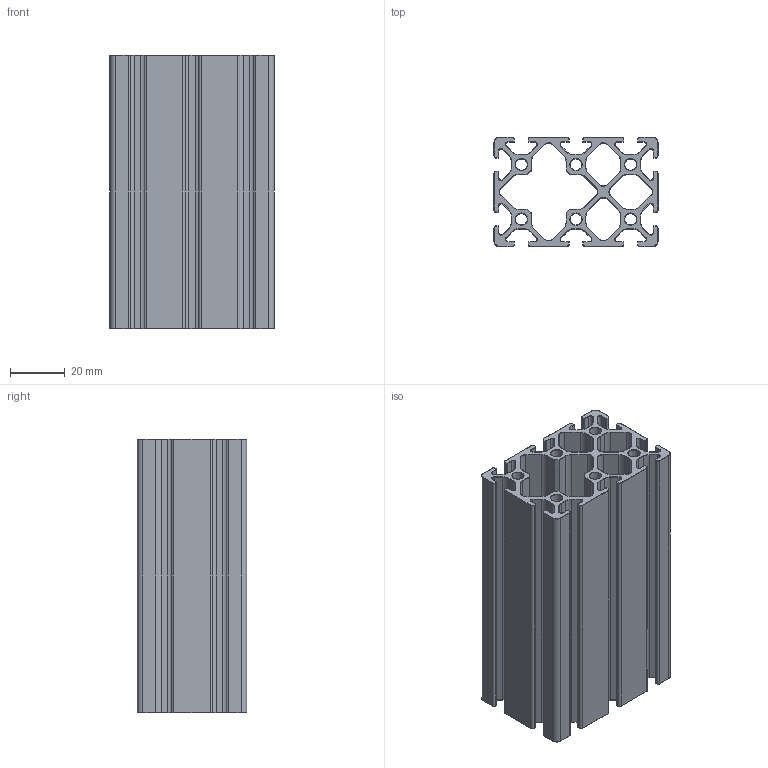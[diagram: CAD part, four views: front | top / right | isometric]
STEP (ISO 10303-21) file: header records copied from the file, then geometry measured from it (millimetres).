
FILE_DESCRIPTION(/* description */ (''),/* implementation_level */ '2;1');
FILE_NAME(/* name */ '1025837_.step',/* time_stamp */ '2023-10-27T14:54:45+02:00',/* author */ (''),/* organization */ (''),/* preprocessor_version */ 'ST-DEVELOPER v20',/* originating_system */ 'Autodesk Translation Framework v12.14.0.127',/* authorisation */ '');
FILE_SCHEMA (('AUTOMOTIVE_DESIGN { 1 0 10303 214 3 1 1 }'));
Length unit declared in the file: millimetre
Products named in the file (1): 1025837
Bounding box: 60 x 40 x 100 mm (x, y, z)
Volume: 77036.4 mm3; surface area: 73171.3 mm2
Topology: 1 solids, 1 shells, 752 faces, 1762 edges, 1012 vertices
Faces by surface type: cylinder 372, torus 256, plane 124
Full cylindrical faces by diameter (mm): 4.3 x6
Entity records: 21495 total; most frequent: DIRECTION 4292, CARTESIAN_POINT 3527, ORIENTED_EDGE 3524, AXIS2_PLACEMENT_3D 1777, EDGE_CURVE 1762, CIRCLE 1024, VERTEX_POINT 1012, EDGE_LOOP 772
